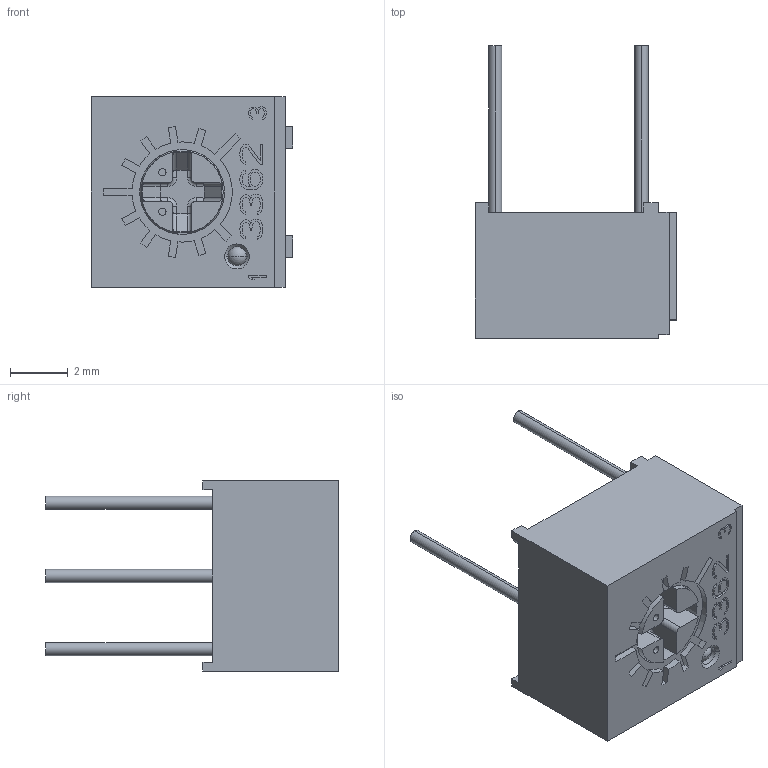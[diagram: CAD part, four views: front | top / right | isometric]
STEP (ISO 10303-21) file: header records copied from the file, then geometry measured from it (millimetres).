
FILE_DESCRIPTION((''),'2;1');
FILE_NAME('3362A_TA','2013-04-16T',('minhn'),('Bourns, Inc.'),'PRO/ENGINEER BY PARAMETRIC TECHNOLOGY CORPORATION, 2012230','PRO/ENGINEER BY PARAMETRIC TECHNOLOGY CORPORATION, 2012230','');
FILE_SCHEMA(('CONFIG_CONTROL_DESIGN'));
Length unit declared in the file: inch
Products named in the file (1): 3362A_TA
Bounding box: 6.99 x 10.16 x 6.6 mm (x, y, z)
Volume: 190.1 mm3; surface area: 290.9 mm2
Topology: 1 solids, 1 shells, 449 faces, 1269 edges, 835 vertices
Faces by surface type: plane 362, cylinder 66, torus 13, cone 6, sphere 2
Entity records: 14492 total; most frequent: CARTESIAN_POINT 2745, ORIENTED_EDGE 2534, DIRECTION 2282, EDGE_CURVE 1267, VECTOR 1094, LINE 1094, VERTEX_POINT 835, AXIS2_PLACEMENT_3D 594
